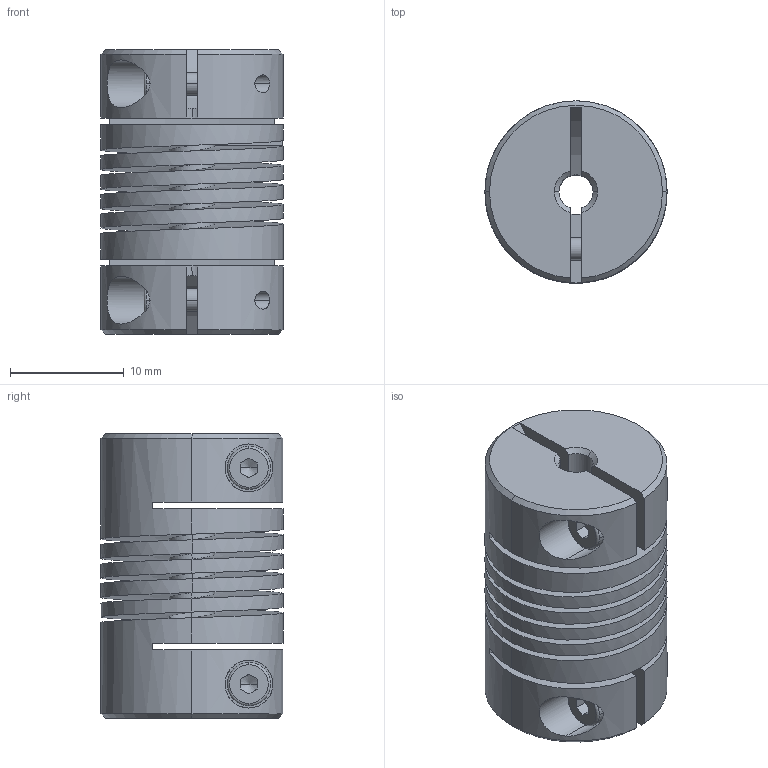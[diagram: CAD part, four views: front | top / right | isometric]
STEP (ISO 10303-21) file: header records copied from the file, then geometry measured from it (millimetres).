
FILE_DESCRIPTION(('STEP AP214'),'1');
FILE_NAME('wkak16250303.stp','2017-10-10T12:27:17',('TraceParts'),('TraceParts S.A.'),'Spatial InterOp 3D',' ',' ');
FILE_SCHEMA(('automotive_design'));
Length unit declared in the file: millimetre
Products named in the file (1): wkak16250303
Bounding box: 16 x 16 x 25 mm (x, y, z)
Volume: 3933.8 mm3; surface area: 4637.1 mm2
Topology: 1 solids, 1 shells, 118 faces, 335 edges, 224 vertices
Faces by surface type: cylinder 54, plane 34, cone 22, bspline 4, torus 4
Full cylindrical faces by diameter (mm): 4 x1
Entity records: 148097 total; most frequent: CARTESIAN_POINT 145079, ORIENTED_EDGE 660, DIRECTION 588, EDGE_CURVE 330, AXIS2_PLACEMENT_3D 229, VERTEX_POINT 224, EDGE_LOOP 136, LINE 130
